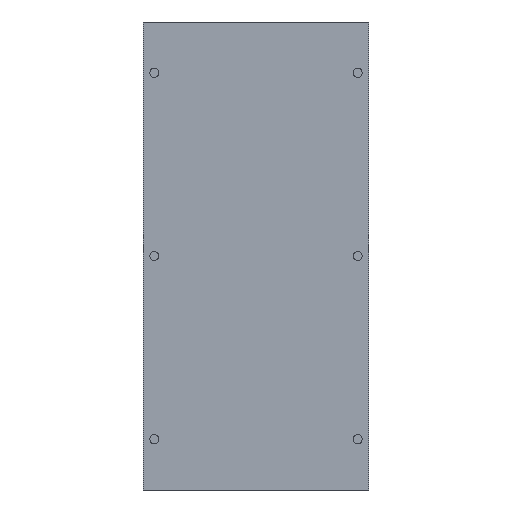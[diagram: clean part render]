
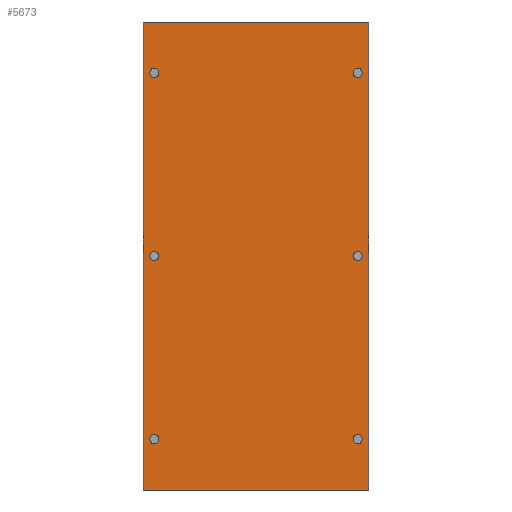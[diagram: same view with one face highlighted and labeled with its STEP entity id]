
A CAD part, front view. The second image highlights one B-rep face of the part: STEP entity #5673.
In plain terms, the highlighted planar face has unit normal (0, -1, 0).
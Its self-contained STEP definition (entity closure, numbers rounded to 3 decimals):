
#446 = VERTEX_POINT ( 'NONE', #625 ) ;
#450 = VERTEX_POINT ( 'NONE', #624 ) ;
#451 = VERTEX_POINT ( 'NONE', #623 ) ;
#455 = VERTEX_POINT ( 'NONE', #622 ) ;
#622 = CARTESIAN_POINT ( 'NONE',  ( 59.713, 1.354, 0. ) ) ;
#623 = CARTESIAN_POINT ( 'NONE',  ( 59.713, 1.354, -116.84 ) ) ;
#624 = CARTESIAN_POINT ( 'NONE',  ( 3.332, 1.354, 0. ) ) ;
#625 = CARTESIAN_POINT ( 'NONE',  ( 3.332, 1.354, -116.84 ) ) ;
#1242 = CARTESIAN_POINT ( 'NONE',  ( 56.922, 1.354, -105.27 ) ) ;
#1243 = VERTEX_POINT ( 'NONE', #1242 ) ;
#1244 = CARTESIAN_POINT ( 'NONE',  ( 6.122, 1.354, -105.27 ) ) ;
#1246 = VERTEX_POINT ( 'NONE', #1244 ) ;
#1247 = CARTESIAN_POINT ( 'NONE',  ( 6.122, 1.354, -59.55 ) ) ;
#1248 = VERTEX_POINT ( 'NONE', #1247 ) ;
#1249 = CARTESIAN_POINT ( 'NONE',  ( 56.922, 1.354, -13.83 ) ) ;
#1251 = VERTEX_POINT ( 'NONE', #1249 ) ;
#1252 = CARTESIAN_POINT ( 'NONE',  ( 56.922, 1.354, -59.55 ) ) ;
#1253 = VERTEX_POINT ( 'NONE', #1252 ) ;
#1254 = CARTESIAN_POINT ( 'NONE',  ( 6.122, 1.354, -13.83 ) ) ;
#1255 = VERTEX_POINT ( 'NONE', #1254 ) ;
#1703 = DIRECTION ( 'NONE',  ( 1., 0., 0. ) ) ;
#1704 = CARTESIAN_POINT ( 'NONE',  ( 3.332, 1.354, -116.84 ) ) ;
#1706 = DIRECTION ( 'NONE',  ( 1., 0., 0. ) ) ;
#1708 = CARTESIAN_POINT ( 'NONE',  ( 3.332, 1.354, 0. ) ) ;
#1709 = DIRECTION ( 'NONE',  ( 0., 0., -1. ) ) ;
#1710 = DIRECTION ( 'NONE',  ( 0., -1., 0. ) ) ;
#1713 = DIRECTION ( 'NONE',  ( 0., 0., -1. ) ) ;
#1715 = DIRECTION ( 'NONE',  ( 0., -1., 0. ) ) ;
#1718 = CARTESIAN_POINT ( 'NONE',  ( 56.922, 1.354, -104.14 ) ) ;
#1719 = DIRECTION ( 'NONE',  ( 0., 0., -1. ) ) ;
#1720 = DIRECTION ( 'NONE',  ( 0., -1., 0. ) ) ;
#1723 = DIRECTION ( 'NONE',  ( 0., 0., 1. ) ) ;
#1724 = CARTESIAN_POINT ( 'NONE',  ( 3.332, 1.354, -116.84 ) ) ;
#1725 = CARTESIAN_POINT ( 'NONE',  ( 6.122, 1.354, -104.14 ) ) ;
#1727 = DIRECTION ( 'NONE',  ( 0., 0., -1. ) ) ;
#1728 = DIRECTION ( 'NONE',  ( 0., -1., 0. ) ) ;
#1732 = DIRECTION ( 'NONE',  ( 0., 0., 1. ) ) ;
#1735 = CARTESIAN_POINT ( 'NONE',  ( 59.713, 1.354, -116.84 ) ) ;
#1738 = CARTESIAN_POINT ( 'NONE',  ( 6.122, 1.354, -58.42 ) ) ;
#1739 = DIRECTION ( 'NONE',  ( 0., 0., -1. ) ) ;
#1740 = DIRECTION ( 'NONE',  ( 0., -1., 0. ) ) ;
#1747 = DIRECTION ( 'NONE',  ( 0., 0., -1. ) ) ;
#1748 = DIRECTION ( 'NONE',  ( 0., -1., 0. ) ) ;
#1749 = CARTESIAN_POINT ( 'NONE',  ( 56.922, 1.354, -58.42 ) ) ;
#1755 = CARTESIAN_POINT ( 'NONE',  ( 6.122, 1.354, -12.7 ) ) ;
#1759 = CARTESIAN_POINT ( 'NONE',  ( 56.922, 1.354, -12.7 ) ) ;
#2402 = EDGE_LOOP ( 'NONE', ( #7209 ) ) ;
#3197 = FACE_BOUND ( 'NONE', #4086, .T. ) ;
#3200 = FACE_BOUND ( 'NONE', #2402, .T. ) ;
#3201 = FACE_BOUND ( 'NONE', #4096, .T. ) ;
#3202 = FACE_BOUND ( 'NONE', #4091, .T. ) ;
#3204 = FACE_OUTER_BOUND ( 'NONE', #4097, .T. ) ;
#3205 = FACE_BOUND ( 'NONE', #4079, .T. ) ;
#3207 = FACE_BOUND ( 'NONE', #4088, .T. ) ;
#4026 = DIRECTION ( 'NONE',  ( 0., 0., -1. ) ) ;
#4027 = DIRECTION ( 'NONE',  ( 0., -1., 0. ) ) ;
#4028 = PLANE ( 'NONE',  #6451 ) ;
#4041 = CARTESIAN_POINT ( 'NONE',  ( 3.332, 1.354, -116.84 ) ) ;
#4079 = EDGE_LOOP ( 'NONE', ( #7211 ) ) ;
#4086 = EDGE_LOOP ( 'NONE', ( #7210 ) ) ;
#4088 = EDGE_LOOP ( 'NONE', ( #7212 ) ) ;
#4091 = EDGE_LOOP ( 'NONE', ( #7213 ) ) ;
#4096 = EDGE_LOOP ( 'NONE', ( #7214 ) ) ;
#4097 = EDGE_LOOP ( 'NONE', ( #7215, #7216, #7217, #7218 ) ) ;
#5232 = CIRCLE ( 'NONE', #6691, 1.13 ) ;
#5233 = LINE ( 'NONE', #1708, #5249 ) ;
#5234 = LINE ( 'NONE', #1724, #5242 ) ;
#5235 = LINE ( 'NONE', #1735, #5237 ) ;
#5237 = VECTOR ( 'NONE', #1732, 1000. ) ;
#5238 = CIRCLE ( 'NONE', #6694, 1.13 ) ;
#5242 = VECTOR ( 'NONE', #1723, 1000. ) ;
#5243 = CIRCLE ( 'NONE', #6696, 1.13 ) ;
#5246 = CIRCLE ( 'NONE', #6695, 1.13 ) ;
#5247 = LINE ( 'NONE', #1704, #5252 ) ;
#5248 = CIRCLE ( 'NONE', #6693, 1.13 ) ;
#5249 = VECTOR ( 'NONE', #1706, 1000. ) ;
#5250 = CIRCLE ( 'NONE', #6700, 1.13 ) ;
#5252 = VECTOR ( 'NONE', #1703, 1000. ) ;
#5673 = ADVANCED_FACE ( 'NONE', ( #3200, #3197, #3205, #3207, #3202, #3201, #3204 ), #4028, .T. ) ;
#6162 = EDGE_CURVE ( 'NONE', #1255, #1255, #5232, .T. ) ;
#6165 = EDGE_CURVE ( 'NONE', #1253, #1253, #5238, .T. ) ;
#6166 = EDGE_CURVE ( 'NONE', #451, #455, #5235, .T. ) ;
#6168 = EDGE_CURVE ( 'NONE', #1251, #1251, #5243, .T. ) ;
#6169 = EDGE_CURVE ( 'NONE', #446, #450, #5234, .T. ) ;
#6170 = EDGE_CURVE ( 'NONE', #1248, #1248, #5246, .T. ) ;
#6172 = EDGE_CURVE ( 'NONE', #1246, #1246, #5248, .T. ) ;
#6173 = EDGE_CURVE ( 'NONE', #1243, #1243, #5250, .T. ) ;
#6174 = EDGE_CURVE ( 'NONE', #450, #455, #5233, .T. ) ;
#6175 = EDGE_CURVE ( 'NONE', #446, #451, #5247, .T. ) ;
#6451 = AXIS2_PLACEMENT_3D ( 'NONE', #4041, #4027, #4026 ) ;
#6691 = AXIS2_PLACEMENT_3D ( 'NONE', #1755, #1748, #1747 ) ;
#6693 = AXIS2_PLACEMENT_3D ( 'NONE', #1725, #1715, #1713 ) ;
#6694 = AXIS2_PLACEMENT_3D ( 'NONE', #1749, #1740, #1739 ) ;
#6695 = AXIS2_PLACEMENT_3D ( 'NONE', #1738, #1720, #1719 ) ;
#6696 = AXIS2_PLACEMENT_3D ( 'NONE', #1759, #1728, #1727 ) ;
#6700 = AXIS2_PLACEMENT_3D ( 'NONE', #1718, #1710, #1709 ) ;
#7209 = ORIENTED_EDGE ( 'NONE', *, *, #6170, .F. ) ;
#7210 = ORIENTED_EDGE ( 'NONE', *, *, #6162, .F. ) ;
#7211 = ORIENTED_EDGE ( 'NONE', *, *, #6168, .F. ) ;
#7212 = ORIENTED_EDGE ( 'NONE', *, *, #6165, .F. ) ;
#7213 = ORIENTED_EDGE ( 'NONE', *, *, #6172, .F. ) ;
#7214 = ORIENTED_EDGE ( 'NONE', *, *, #6173, .F. ) ;
#7215 = ORIENTED_EDGE ( 'NONE', *, *, #6174, .F. ) ;
#7216 = ORIENTED_EDGE ( 'NONE', *, *, #6169, .F. ) ;
#7217 = ORIENTED_EDGE ( 'NONE', *, *, #6175, .T. ) ;
#7218 = ORIENTED_EDGE ( 'NONE', *, *, #6166, .T. ) ;
